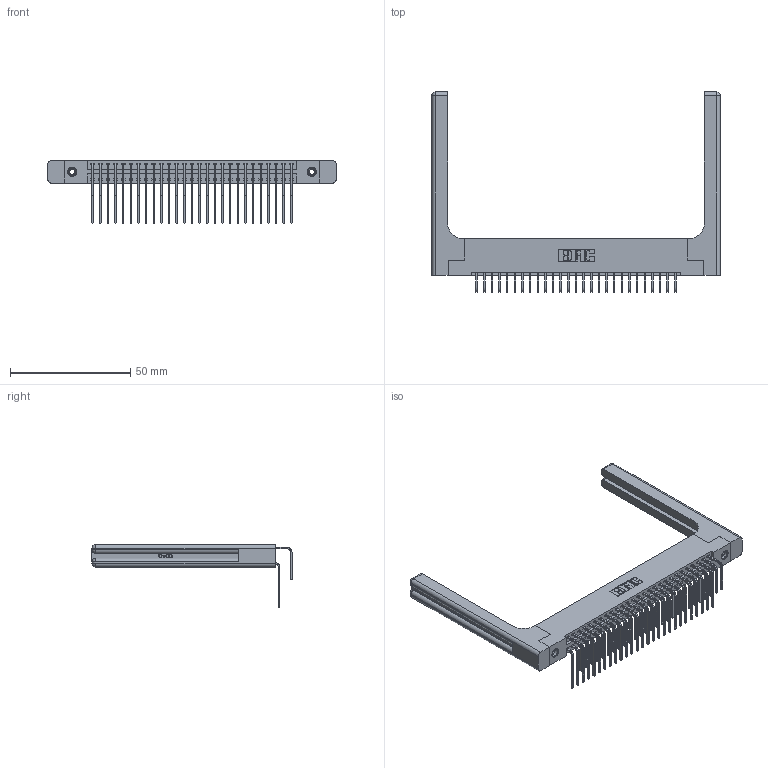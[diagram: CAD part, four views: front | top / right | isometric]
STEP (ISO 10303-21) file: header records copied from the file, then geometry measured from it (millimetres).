
FILE_DESCRIPTION (( 'STEP AP203' ), '1' );
FILE_NAME ('346-054-558-258.STEP', '2022-05-21T04:14:55', ( '' ), ( '' ), 'SwSTEP 2.0', 'SolidWorks 2020', '' );
FILE_SCHEMA (( 'CONFIG_CONTROL_DESIGN' ));
Length unit declared in the file: inch
Products named in the file (6): 346 Part_Flush Mounting Lugs - 0.156 Dia-TH; 346-220-058_345-220-058; 345-250-001_345-250-001-102; 345-292-001_558 Tail - 2; 346-054-558-258; 345-292-001_558 559 Tail - 1
Assembly tree (59 placements, depth 2):
  346-054-558-258
    346 Part_Flush Mounting Lugs - 0.156 Dia-TH
    345-292-001_558 559 Tail - 1  x27
    345-292-001_558 Tail - 2  x27
    345-250-001_345-250-001-102  x2
    346-220-058_345-220-058  x2
Bounding box: 119.79 x 83.12 x 26.16 mm (x, y, z)
Volume: 19351.8 mm3; surface area: 22565 mm2
Topology: 59 solids, 59 shells, 3308 faces, 9725 edges, 6390 vertices
Faces by surface type: plane 2236, cylinder 1012, bspline 36, cone 12, sphere 8, torus 4
Entity records: 27022 total; most frequent: CARTESIAN_POINT 5538, ORIENTED_EDGE 4216, DIRECTION 3836, EDGE_CURVE 2108, LINE 1736, VECTOR 1736, VERTEX_POINT 1394, AXIS2_PLACEMENT_3D 1050
